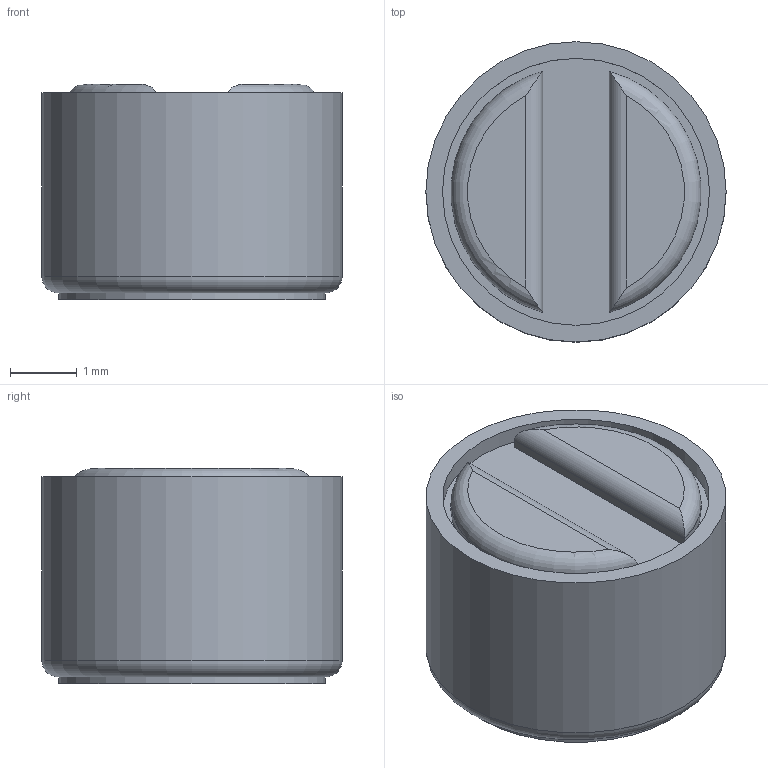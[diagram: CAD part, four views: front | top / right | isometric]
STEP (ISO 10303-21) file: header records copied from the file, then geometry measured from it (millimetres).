
FILE_DESCRIPTION(/* description */ ('Alibre Inc.'),/* implementation_level */ '2;1');
FILE_NAME(/* name */ 'export0',/* time_stamp */ '2018-08-04T10:09:18-05:00',/* author */ (''),/* organization */ (''),/* preprocessor_version */ 'ST-DEVELOPER v17',/* originating_system */ 'Alibre',/* authorisation */ '');
FILE_SCHEMA (('CONFIG_CONTROL_DESIGN'));
Length unit declared in the file: centimetre
Products named in the file (1): ID_1
Bounding box: 4.5 x 4.5 x 3.23 mm (x, y, z)
Volume: 48.2 mm3; surface area: 81.5 mm2
Topology: 1 solids, 1 shells, 17 faces, 31 edges, 19 vertices
Faces by surface type: cylinder 7, plane 7, torus 3
Full cylindrical faces by diameter (mm): 4 x2, 4.5 x1
Entity records: 507 total; most frequent: CARTESIAN_POINT 113, DIRECTION 58, ORIENTED_EDGE 52, AXIS2_PLACEMENT_3D 29, EDGE_CURVE 26, EDGE_LOOP 24, FACE_BOUND 24, VERTEX_POINT 18
